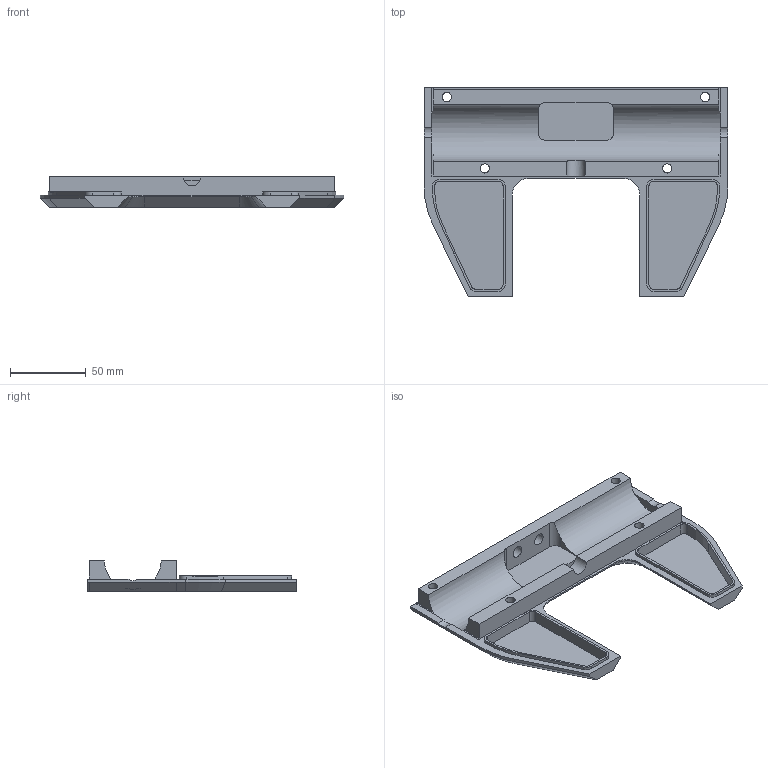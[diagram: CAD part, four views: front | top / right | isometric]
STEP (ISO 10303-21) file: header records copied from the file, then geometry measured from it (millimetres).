
FILE_DESCRIPTION(('FreeCAD Model'),'2;1');
FILE_NAME('Open CASCADE Shape Model','2024-01-20T20:01:53',(''),(''), 'Open CASCADE STEP processor 7.5','FreeCAD','Unknown');
FILE_SCHEMA(('AUTOMOTIVE_DESIGN { 1 0 10303 214 1 1 1 1 }'));
Length unit declared in the file: millimetre
Products named in the file (1): motorcover
Bounding box: 200 x 138 x 20 mm (x, y, z)
Volume: 129253.5 mm3; surface area: 58885.3 mm2
Topology: 1 solids, 1 shells, 124 faces, 345 edges, 223 vertices
Faces by surface type: plane 73, cylinder 42, bspline 5, cone 4
Full cylindrical faces by diameter (mm): 6.1 x4, 8 x2, 12 x4
Entity records: 8916 total; most frequent: CARTESIAN_POINT 2086, DIRECTION 1279, LINE 769, VECTOR 769, ORIENTED_EDGE 682, PCURVE 682, DEFINITIONAL_REPRESENTATION 682, EDGE_CURVE 341
